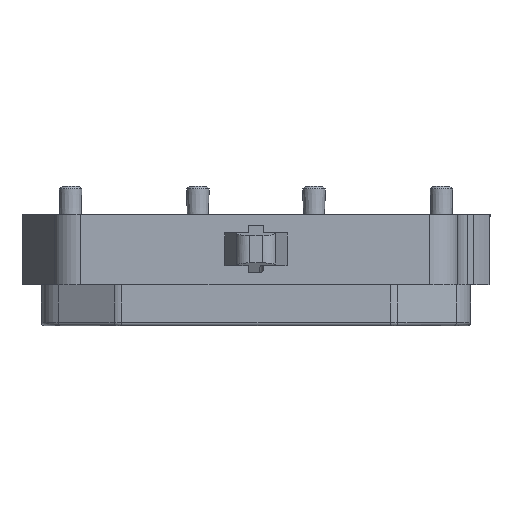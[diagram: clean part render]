
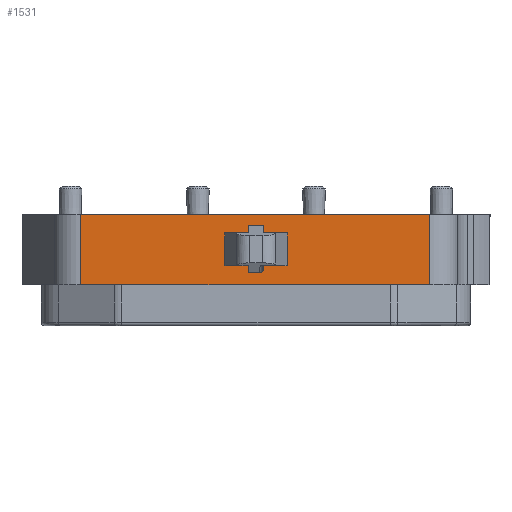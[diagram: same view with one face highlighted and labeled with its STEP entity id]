
A CAD part, front view. The second image highlights one B-rep face of the part: STEP entity #1531.
In plain terms, the highlighted planar face has unit normal (0, -1, 0).
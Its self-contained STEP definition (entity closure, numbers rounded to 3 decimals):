
#41 = ORIENTED_EDGE ( 'NONE', *, *, #4075, .F. ) ;
#214 = EDGE_CURVE ( 'NONE', #6556, #4401, #532, .T. ) ;
#346 = ORIENTED_EDGE ( 'NONE', *, *, #3902, .T. ) ;
#348 = LINE ( 'NONE', #6167, #1961 ) ;
#532 =( BOUNDED_CURVE ( )  B_SPLINE_CURVE ( 3, ( #3011, #1386, #4719, #6410 ),
 .UNSPECIFIED., .F., .T. ) 
 B_SPLINE_CURVE_WITH_KNOTS ( ( 4, 4 ),
 ( 0., 1.571 ),
 .UNSPECIFIED. ) 
 CURVE ( )  GEOMETRIC_REPRESENTATION_ITEM ( )  RATIONAL_B_SPLINE_CURVE ( ( 1., 0.805, 0.805, 1. ) ) 
 REPRESENTATION_ITEM ( '' )  );
#786 = EDGE_CURVE ( 'NONE', #6556, #6741, #3278, .T. ) ;
#813 = DIRECTION ( 'NONE',  ( 0., 1., 0. ) ) ;
#965 = AXIS2_PLACEMENT_3D ( 'NONE', #5173, #813, #2367 ) ;
#1030 = VECTOR ( 'NONE', #5463, 1000. ) ;
#1186 = CARTESIAN_POINT ( 'NONE',  ( 0.5, -14.429, 4.15 ) ) ;
#1235 = LINE ( 'NONE', #1186, #1495 ) ;
#1290 = FACE_BOUND ( 'NONE', #2848, .T. ) ;
#1386 = CARTESIAN_POINT ( 'NONE',  ( 0.5, -14.429, 0.954 ) ) ;
#1495 = VECTOR ( 'NONE', #3379, 1000. ) ;
#1531 = ADVANCED_FACE ( 'NONE', ( #2820, #1290 ), #5767, .F. ) ;
#1613 = ORIENTED_EDGE ( 'NONE', *, *, #2417, .T. ) ;
#1680 = ORIENTED_EDGE ( 'NONE', *, *, #1912, .F. ) ;
#1787 = VERTEX_POINT ( 'NONE', #2605 ) ;
#1808 = CARTESIAN_POINT ( 'NONE',  ( 0.25, -14.429, 0.85 ) ) ;
#1839 = DIRECTION ( 'NONE',  ( 0., 0., 1. ) ) ;
#1912 = EDGE_CURVE ( 'NONE', #6741, #2590, #1235, .T. ) ;
#1957 = ORIENTED_EDGE ( 'NONE', *, *, #4337, .T. ) ;
#1961 = VECTOR ( 'NONE', #4002, 1000. ) ;
#1964 = VERTEX_POINT ( 'NONE', #5882 ) ;
#2078 = LINE ( 'NONE', #3458, #4856 ) ;
#2356 = VERTEX_POINT ( 'NONE', #6194 ) ;
#2367 = DIRECTION ( 'NONE',  ( -1., 0., 0. ) ) ;
#2378 = EDGE_LOOP ( 'NONE', ( #5608, #7062, #41, #1613 ) ) ;
#2392 = CARTESIAN_POINT ( 'NONE',  ( 0.5, -14.429, 4.15 ) ) ;
#2417 = EDGE_CURVE ( 'NONE', #1964, #2356, #5571, .T. ) ;
#2590 = VERTEX_POINT ( 'NONE', #6454 ) ;
#2605 = CARTESIAN_POINT ( 'NONE',  ( 12.239, -14.429, 4.95 ) ) ;
#2744 = VECTOR ( 'NONE', #1839, 1000. ) ;
#2820 = FACE_OUTER_BOUND ( 'NONE', #2378, .T. ) ;
#2830 = VECTOR ( 'NONE', #3030, 1000. ) ;
#2848 = EDGE_LOOP ( 'NONE', ( #6444, #6820, #346, #1957, #1680 ) ) ;
#3011 = CARTESIAN_POINT ( 'NONE',  ( 0.5, -14.429, 1.1 ) ) ;
#3030 = DIRECTION ( 'NONE',  ( 0., 0., 1. ) ) ;
#3278 = LINE ( 'NONE', #6791, #2744 ) ;
#3315 = CARTESIAN_POINT ( 'NONE',  ( -12.363, -14.429, 4.95 ) ) ;
#3379 = DIRECTION ( 'NONE',  ( -1., 0., 0. ) ) ;
#3458 = CARTESIAN_POINT ( 'NONE',  ( 0.5, -14.429, 0.85 ) ) ;
#3718 = VERTEX_POINT ( 'NONE', #3315 ) ;
#3902 = EDGE_CURVE ( 'NONE', #4401, #6550, #2078, .T. ) ;
#4002 = DIRECTION ( 'NONE',  ( 0., 0., 1. ) ) ;
#4020 = DIRECTION ( 'NONE',  ( -1., 0., 0. ) ) ;
#4075 = EDGE_CURVE ( 'NONE', #1964, #3718, #4587, .T. ) ;
#4085 = VECTOR ( 'NONE', #4485, 1000. ) ;
#4272 = EDGE_CURVE ( 'NONE', #3718, #1787, #5821, .T. ) ;
#4337 = EDGE_CURVE ( 'NONE', #6550, #2590, #6081, .T. ) ;
#4401 = VERTEX_POINT ( 'NONE', #1808 ) ;
#4485 = DIRECTION ( 'NONE',  ( 1., 0., 0. ) ) ;
#4569 = CARTESIAN_POINT ( 'NONE',  ( -12.363, -14.429, -13.784 ) ) ;
#4587 = LINE ( 'NONE', #4569, #2830 ) ;
#4719 = CARTESIAN_POINT ( 'NONE',  ( 0.396, -14.429, 0.85 ) ) ;
#4856 = VECTOR ( 'NONE', #4020, 1000. ) ;
#5173 = CARTESIAN_POINT ( 'NONE',  ( -5.497, -14.429, 9.95 ) ) ;
#5399 = EDGE_CURVE ( 'NONE', #2356, #1787, #348, .T. ) ;
#5416 = CARTESIAN_POINT ( 'NONE',  ( -5.497, -14.429, 4.95 ) ) ;
#5463 = DIRECTION ( 'NONE',  ( 0., 0., 1. ) ) ;
#5571 = LINE ( 'NONE', #6776, #4085 ) ;
#5608 = ORIENTED_EDGE ( 'NONE', *, *, #5399, .T. ) ;
#5767 = PLANE ( 'NONE',  #965 ) ;
#5821 = LINE ( 'NONE', #5416, #6250 ) ;
#5882 = CARTESIAN_POINT ( 'NONE',  ( -12.363, -14.429, 0. ) ) ;
#5968 = DIRECTION ( 'NONE',  ( 1., 0., 0. ) ) ;
#6081 = LINE ( 'NONE', #6086, #1030 ) ;
#6086 = CARTESIAN_POINT ( 'NONE',  ( -0.5, -14.429, 0.85 ) ) ;
#6154 = CARTESIAN_POINT ( 'NONE',  ( 0.5, -14.429, 1.1 ) ) ;
#6167 = CARTESIAN_POINT ( 'NONE',  ( 12.239, -14.429, -2.914 ) ) ;
#6176 = CARTESIAN_POINT ( 'NONE',  ( -0.5, -14.429, 0.85 ) ) ;
#6194 = CARTESIAN_POINT ( 'NONE',  ( 12.239, -14.429, 0. ) ) ;
#6250 = VECTOR ( 'NONE', #5968, 1000. ) ;
#6410 = CARTESIAN_POINT ( 'NONE',  ( 0.25, -14.429, 0.85 ) ) ;
#6444 = ORIENTED_EDGE ( 'NONE', *, *, #786, .F. ) ;
#6454 = CARTESIAN_POINT ( 'NONE',  ( -0.5, -14.429, 4.15 ) ) ;
#6550 = VERTEX_POINT ( 'NONE', #6176 ) ;
#6556 = VERTEX_POINT ( 'NONE', #6154 ) ;
#6741 = VERTEX_POINT ( 'NONE', #2392 ) ;
#6776 = CARTESIAN_POINT ( 'NONE',  ( -5.497, -14.429, 0. ) ) ;
#6791 = CARTESIAN_POINT ( 'NONE',  ( 0.5, -14.429, 0.85 ) ) ;
#6820 = ORIENTED_EDGE ( 'NONE', *, *, #214, .T. ) ;
#7062 = ORIENTED_EDGE ( 'NONE', *, *, #4272, .F. ) ;
